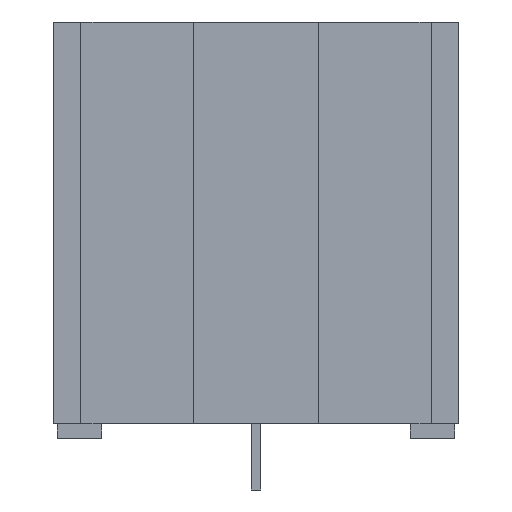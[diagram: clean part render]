
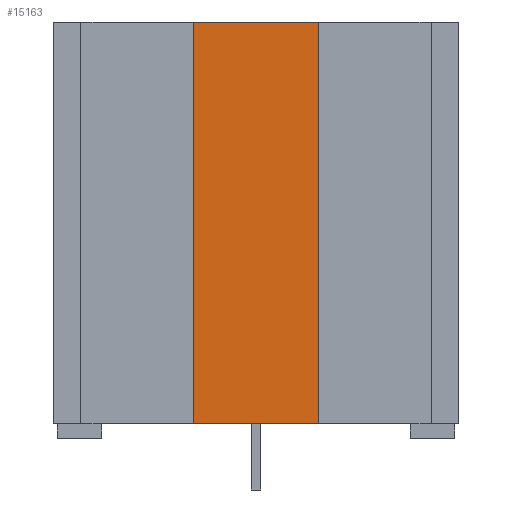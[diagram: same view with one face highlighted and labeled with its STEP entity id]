
A CAD part, left-side view. The second image highlights one B-rep face of the part: STEP entity #15163.
In plain terms, the highlighted planar face has unit normal (-1, 0, 0).
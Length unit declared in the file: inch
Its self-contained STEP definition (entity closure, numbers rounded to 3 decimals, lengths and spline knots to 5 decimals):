
#7177 = PLANE('',#7178);
#7178 = AXIS2_PLACEMENT_3D('',#7179,#7180,#7181);
#7179 = CARTESIAN_POINT('',(0.,0.,1.12937));
#7180 = DIRECTION('',(0.,0.,1.));
#7181 = DIRECTION('',(1.,0.,0.));
#7888 = PLANE('',#7889);
#7889 = AXIS2_PLACEMENT_3D('',#7890,#7891,#7892);
#7890 = CARTESIAN_POINT('',(0.,0.,0.03937));
#7891 = DIRECTION('',(0.,0.,1.));
#7892 = DIRECTION('',(1.,0.,0.));
#11460 = VERTEX_POINT('',#11461);
#11461 = CARTESIAN_POINT('',(-1.185,0.17,1.12937));
#11475 = PLANE('',#11476);
#11476 = AXIS2_PLACEMENT_3D('',#11477,#11478,#11479);
#11477 = CARTESIAN_POINT('',(-1.15,0.17,0.03937));
#11478 = DIRECTION('',(0.,1.,0.));
#11479 = DIRECTION('',(-1.,0.,0.));
#11487 = EDGE_CURVE('',#11460,#11488,#11490,.T.);
#11488 = VERTEX_POINT('',#11489);
#11489 = CARTESIAN_POINT('',(-1.185,-0.17,1.12937));
#11490 = SURFACE_CURVE('',#11491,(#11495,#11502),.PCURVE_S1.);
#11491 = LINE('',#11492,#11493);
#11492 = CARTESIAN_POINT('',(-1.185,0.17,1.12937));
#11493 = VECTOR('',#11494,0.03937);
#11494 = DIRECTION('',(0.,-1.,0.));
#11495 = PCURVE('',#7177,#11496);
#11496 = DEFINITIONAL_REPRESENTATION('',(#11497),#11501);
#11497 = LINE('',#11498,#11499);
#11498 = CARTESIAN_POINT('',(-1.185,0.17));
#11499 = VECTOR('',#11500,1.);
#11500 = DIRECTION('',(0.,-1.));
#11501 = ( GEOMETRIC_REPRESENTATION_CONTEXT(2) 
PARAMETRIC_REPRESENTATION_CONTEXT() REPRESENTATION_CONTEXT('2D SPACE',''
  ) );
#11502 = PCURVE('',#11503,#11508);
#11503 = PLANE('',#11504);
#11504 = AXIS2_PLACEMENT_3D('',#11505,#11506,#11507);
#11505 = CARTESIAN_POINT('',(-1.185,0.17,0.03937));
#11506 = DIRECTION('',(-1.,0.,0.));
#11507 = DIRECTION('',(0.,-1.,0.));
#11508 = DEFINITIONAL_REPRESENTATION('',(#11509),#11513);
#11509 = LINE('',#11510,#11511);
#11510 = CARTESIAN_POINT('',(0.,1.09));
#11511 = VECTOR('',#11512,1.);
#11512 = DIRECTION('',(1.,0.));
#11513 = ( GEOMETRIC_REPRESENTATION_CONTEXT(2) 
PARAMETRIC_REPRESENTATION_CONTEXT() REPRESENTATION_CONTEXT('2D SPACE',''
  ) );
#11531 = PLANE('',#11532);
#11532 = AXIS2_PLACEMENT_3D('',#11533,#11534,#11535);
#11533 = CARTESIAN_POINT('',(-1.15,-0.17,0.03937));
#11534 = DIRECTION('',(0.,-1.,0.));
#11535 = DIRECTION('',(0.,0.,-1.));
#11985 = VERTEX_POINT('',#11986);
#11986 = CARTESIAN_POINT('',(-1.185,0.17,0.03937));
#12007 = EDGE_CURVE('',#11985,#12008,#12010,.T.);
#12008 = VERTEX_POINT('',#12009);
#12009 = CARTESIAN_POINT('',(-1.185,-0.17,0.03937));
#12010 = SURFACE_CURVE('',#12011,(#12015,#12022),.PCURVE_S1.);
#12011 = LINE('',#12012,#12013);
#12012 = CARTESIAN_POINT('',(-1.185,0.17,0.03937));
#12013 = VECTOR('',#12014,0.03937);
#12014 = DIRECTION('',(0.,-1.,0.));
#12015 = PCURVE('',#7888,#12016);
#12016 = DEFINITIONAL_REPRESENTATION('',(#12017),#12021);
#12017 = LINE('',#12018,#12019);
#12018 = CARTESIAN_POINT('',(-1.185,0.17));
#12019 = VECTOR('',#12020,1.);
#12020 = DIRECTION('',(0.,-1.));
#12021 = ( GEOMETRIC_REPRESENTATION_CONTEXT(2) 
PARAMETRIC_REPRESENTATION_CONTEXT() REPRESENTATION_CONTEXT('2D SPACE',''
  ) );
#12022 = PCURVE('',#11503,#12023);
#12023 = DEFINITIONAL_REPRESENTATION('',(#12024),#12028);
#12024 = LINE('',#12025,#12026);
#12025 = CARTESIAN_POINT('',(0.,0.));
#12026 = VECTOR('',#12027,1.);
#12027 = DIRECTION('',(1.,0.));
#12028 = ( GEOMETRIC_REPRESENTATION_CONTEXT(2) 
PARAMETRIC_REPRESENTATION_CONTEXT() REPRESENTATION_CONTEXT('2D SPACE',''
  ) );
#15143 = EDGE_CURVE('',#11985,#11460,#15144,.T.);
#15144 = SURFACE_CURVE('',#15145,(#15149,#15156),.PCURVE_S1.);
#15145 = LINE('',#15146,#15147);
#15146 = CARTESIAN_POINT('',(-1.185,0.17,0.03937));
#15147 = VECTOR('',#15148,0.03937);
#15148 = DIRECTION('',(0.,0.,1.));
#15149 = PCURVE('',#11475,#15150);
#15150 = DEFINITIONAL_REPRESENTATION('',(#15151),#15155);
#15151 = LINE('',#15152,#15153);
#15152 = CARTESIAN_POINT('',(0.035,0.));
#15153 = VECTOR('',#15154,1.);
#15154 = DIRECTION('',(0.,1.));
#15155 = ( GEOMETRIC_REPRESENTATION_CONTEXT(2) 
PARAMETRIC_REPRESENTATION_CONTEXT() REPRESENTATION_CONTEXT('2D SPACE',''
  ) );
#15156 = PCURVE('',#11503,#15157);
#15157 = DEFINITIONAL_REPRESENTATION('',(#15158),#15162);
#15158 = LINE('',#15159,#15160);
#15159 = CARTESIAN_POINT('',(0.,0.));
#15160 = VECTOR('',#15161,1.);
#15161 = DIRECTION('',(0.,1.));
#15162 = ( GEOMETRIC_REPRESENTATION_CONTEXT(2) 
PARAMETRIC_REPRESENTATION_CONTEXT() REPRESENTATION_CONTEXT('2D SPACE',''
  ) );
#15163 = ADVANCED_FACE('',(#15164),#11503,.T.);
#15164 = FACE_BOUND('',#15165,.T.);
#15165 = EDGE_LOOP('',(#15166,#15167,#15168,#15169));
#15166 = ORIENTED_EDGE('',*,*,#11487,.F.);
#15167 = ORIENTED_EDGE('',*,*,#15143,.F.);
#15168 = ORIENTED_EDGE('',*,*,#12007,.T.);
#15169 = ORIENTED_EDGE('',*,*,#15170,.T.);
#15170 = EDGE_CURVE('',#12008,#11488,#15171,.T.);
#15171 = SURFACE_CURVE('',#15172,(#15176,#15183),.PCURVE_S1.);
#15172 = LINE('',#15173,#15174);
#15173 = CARTESIAN_POINT('',(-1.185,-0.17,0.03937));
#15174 = VECTOR('',#15175,0.03937);
#15175 = DIRECTION('',(0.,0.,1.));
#15176 = PCURVE('',#11503,#15177);
#15177 = DEFINITIONAL_REPRESENTATION('',(#15178),#15182);
#15178 = LINE('',#15179,#15180);
#15179 = CARTESIAN_POINT('',(0.34,0.));
#15180 = VECTOR('',#15181,1.);
#15181 = DIRECTION('',(0.,1.));
#15182 = ( GEOMETRIC_REPRESENTATION_CONTEXT(2) 
PARAMETRIC_REPRESENTATION_CONTEXT() REPRESENTATION_CONTEXT('2D SPACE',''
  ) );
#15183 = PCURVE('',#11531,#15184);
#15184 = DEFINITIONAL_REPRESENTATION('',(#15185),#15189);
#15185 = LINE('',#15186,#15187);
#15186 = CARTESIAN_POINT('',(0.,-0.035));
#15187 = VECTOR('',#15188,1.);
#15188 = DIRECTION('',(-1.,0.));
#15189 = ( GEOMETRIC_REPRESENTATION_CONTEXT(2) 
PARAMETRIC_REPRESENTATION_CONTEXT() REPRESENTATION_CONTEXT('2D SPACE',''
  ) );
